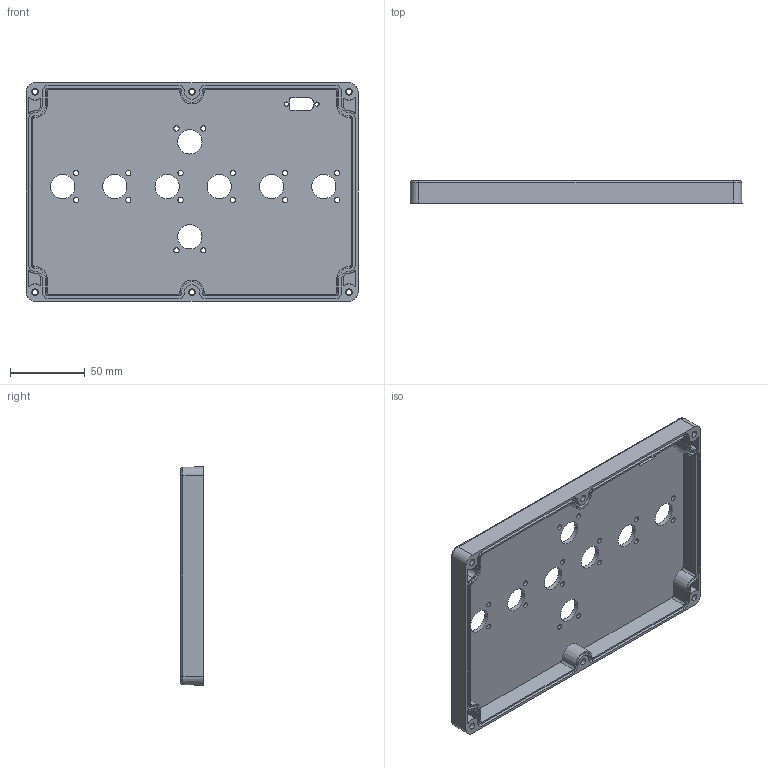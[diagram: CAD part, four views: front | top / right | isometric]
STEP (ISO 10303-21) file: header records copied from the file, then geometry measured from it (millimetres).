
FILE_DESCRIPTION(/* description */ (''),/* implementation_level */ '2;1');
FILE_NAME(/* name */ 'antenna_switch_enclosure_top.step',/* time_stamp */ '2025-07-27T14:33:21+02:00',/* author */ (''),/* organization */ (''),/* preprocessor_version */ 'ST-DEVELOPER v20.1',/* originating_system */ 'Autodesk Translation Framework v14.10.0.0',/* authorisation */ '');
FILE_SCHEMA (('AUTOMOTIVE_DESIGN { 1 0 10303 214 3 1 1 }'));
Length unit declared in the file: millimetre
Products named in the file (2): enclosure; Top
Assembly tree (1 placements, depth 2):
  enclosure
    Top
Bounding box: 222 x 15 x 146 mm (x, y, z)
Volume: 130949.2 mm3; surface area: 87643.3 mm2
Topology: 1 solids, 1 shells, 217 faces, 562 edges, 372 vertices
Faces by surface type: cylinder 94, plane 73, cone 46, torus 4
Full cylindrical faces by diameter (mm): 2.8 x2, 3.5 x16, 3.7 x6, 4.5 x12, 8 x6, 16.2 x8
Entity records: 7138 total; most frequent: DIRECTION 1286, CARTESIAN_POINT 1154, ORIENTED_EDGE 1124, EDGE_CURVE 562, AXIS2_PLACEMENT_3D 504, VERTEX_POINT 372, EDGE_LOOP 308, CIRCLE 284
